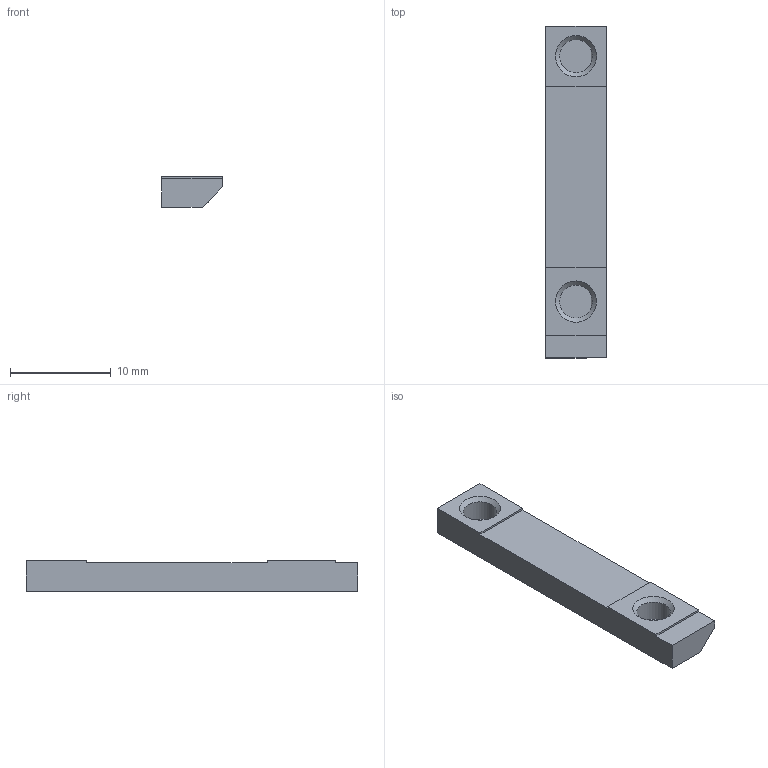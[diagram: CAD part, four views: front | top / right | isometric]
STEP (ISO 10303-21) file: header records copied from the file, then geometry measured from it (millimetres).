
FILE_DESCRIPTION(('FreeCAD Model'),'2;1');
FILE_NAME('Open CASCADE Shape Model','2024-08-31T00:33:17',(''),(''), 'Open CASCADE STEP processor 7.6','FreeCAD','Unknown');
FILE_SCHEMA(('AUTOMOTIVE_DESIGN { 1 0 10303 214 1 1 1 1 }'));
Length unit declared in the file: millimetre
Products named in the file (1): Chamfer001
Bounding box: 6 x 33 x 3 mm (x, y, z)
Volume: 459.2 mm3; surface area: 629 mm2
Topology: 1 solids, 1 shells, 19 faces, 43 edges, 28 vertices
Faces by surface type: plane 15, cone 2, cylinder 2
Full cylindrical faces by diameter (mm): 3.3 x2
Entity records: 549 total; most frequent: CARTESIAN_POINT 91, DIRECTION 89, ORIENTED_EDGE 86, EDGE_CURVE 43, LINE 37, VECTOR 37, VERTEX_POINT 28, AXIS2_PLACEMENT_3D 26
